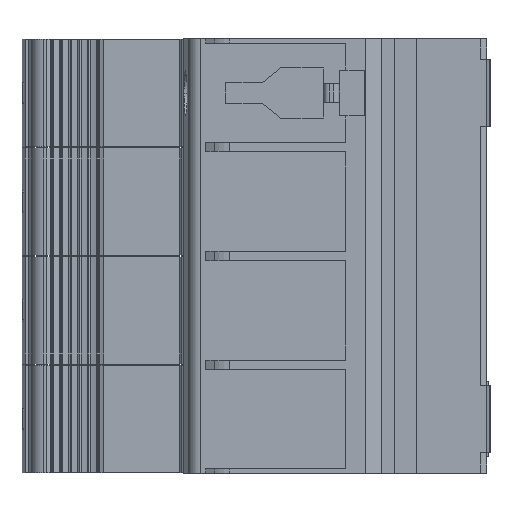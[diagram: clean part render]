
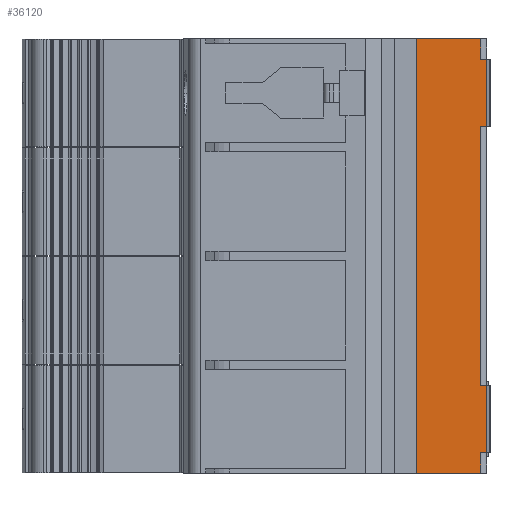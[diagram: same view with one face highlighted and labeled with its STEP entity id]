
A CAD part, front view. The second image highlights one B-rep face of the part: STEP entity #36120.
In plain terms, the highlighted planar face has unit normal (0, -1, 0).
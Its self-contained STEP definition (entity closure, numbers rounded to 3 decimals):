
#34=DIRECTION('',(1.,0.,0.));
#35=VECTOR('',#34,10.5);
#36=CARTESIAN_POINT('',(-4.7,-42.5,-8.9));
#37=LINE('',#36,#35);
#2321=DIRECTION('',(1.,0.,0.));
#2322=VECTOR('',#2321,10.5);
#2323=CARTESIAN_POINT('',(-4.7,-42.5,62.3));
#2324=LINE('',#2323,#2322);
#13367=DIRECTION('',(0.,0.,-1.));
#13368=VECTOR('',#13367,11.);
#13369=CARTESIAN_POINT('',(6.8,-42.5,58.9));
#13370=LINE('',#13369,#13368);
#13371=DIRECTION('',(0.,0.,-1.));
#13372=VECTOR('',#13371,11.);
#13373=CARTESIAN_POINT('',(6.8,-42.5,5.5));
#13374=LINE('',#13373,#13372);
#13375=DIRECTION('',(0.,0.,1.));
#13376=VECTOR('',#13375,71.2);
#13377=CARTESIAN_POINT('',(-4.7,-42.5,-8.9));
#13378=LINE('',#13377,#13376);
#13384=DIRECTION('',(0.,0.,1.));
#13385=VECTOR('',#13384,3.4);
#13386=CARTESIAN_POINT('',(5.8,-42.5,-8.9));
#13387=LINE('',#13386,#13385);
#13393=DIRECTION('',(0.,0.,1.));
#13394=VECTOR('',#13393,3.4);
#13395=CARTESIAN_POINT('',(5.8,-42.5,58.9));
#13396=LINE('',#13395,#13394);
#13407=DIRECTION('',(0.,0.,1.));
#13408=VECTOR('',#13407,42.4);
#13409=CARTESIAN_POINT('',(5.8,-42.5,5.5));
#13410=LINE('',#13409,#13408);
#13411=DIRECTION('',(-1.,0.,0.));
#13412=VECTOR('',#13411,1.);
#13413=CARTESIAN_POINT('',(6.8,-42.5,-5.5));
#13414=LINE('',#13413,#13412);
#13460=DIRECTION('',(-1.,0.,0.));
#13461=VECTOR('',#13460,1.);
#13462=CARTESIAN_POINT('',(6.8,-42.5,47.9));
#13463=LINE('',#13462,#13461);
#13529=DIRECTION('',(-1.,0.,0.));
#13530=VECTOR('',#13529,1.);
#13531=CARTESIAN_POINT('',(6.8,-42.5,58.9));
#13532=LINE('',#13531,#13530);
#13750=DIRECTION('',(-1.,0.,0.));
#13751=VECTOR('',#13750,1.);
#13752=CARTESIAN_POINT('',(6.8,-42.5,5.5));
#13753=LINE('',#13752,#13751);
#13913=CARTESIAN_POINT('',(-4.7,-42.5,-8.9));
#13914=VERTEX_POINT('',#13913);
#13915=CARTESIAN_POINT('',(5.8,-42.5,-8.9));
#13916=VERTEX_POINT('',#13915);
#15331=CARTESIAN_POINT('',(6.8,-42.5,5.5));
#15332=CARTESIAN_POINT('',(6.8,-42.5,-5.5));
#15333=VERTEX_POINT('',#15331);
#15334=VERTEX_POINT('',#15332);
#15339=CARTESIAN_POINT('',(5.8,-42.5,5.5));
#15341=VERTEX_POINT('',#15339);
#15343=CARTESIAN_POINT('',(5.8,-42.5,-5.5));
#15345=VERTEX_POINT('',#15343);
#15395=CARTESIAN_POINT('',(6.8,-42.5,58.9));
#15396=CARTESIAN_POINT('',(6.8,-42.5,47.9));
#15397=VERTEX_POINT('',#15395);
#15398=VERTEX_POINT('',#15396);
#15403=CARTESIAN_POINT('',(5.8,-42.5,58.9));
#15405=VERTEX_POINT('',#15403);
#15407=CARTESIAN_POINT('',(5.8,-42.5,47.9));
#15409=VERTEX_POINT('',#15407);
#17113=CARTESIAN_POINT('',(-4.7,-42.5,62.3));
#17114=VERTEX_POINT('',#17113);
#17115=CARTESIAN_POINT('',(5.8,-42.5,62.3));
#17116=VERTEX_POINT('',#17115);
#36092=CARTESIAN_POINT('',(-4.7,-42.5,-8.9));
#36093=DIRECTION('',(0.,-1.,0.));
#36094=DIRECTION('',(1.,0.,0.));
#36095=AXIS2_PLACEMENT_3D('',#36092,#36093,#36094);
#36096=PLANE('',#36095);
#36098=ORIENTED_EDGE('',*,*,#36097,.F.);
#36100=ORIENTED_EDGE('',*,*,#36099,.F.);
#36102=ORIENTED_EDGE('',*,*,#36101,.T.);
#36104=ORIENTED_EDGE('',*,*,#36103,.T.);
#36106=ORIENTED_EDGE('',*,*,#36105,.F.);
#36108=ORIENTED_EDGE('',*,*,#36107,.F.);
#36110=ORIENTED_EDGE('',*,*,#36109,.T.);
#36112=ORIENTED_EDGE('',*,*,#36111,.T.);
#36114=ORIENTED_EDGE('',*,*,#36113,.F.);
#36115=ORIENTED_EDGE('',*,*,#18172,.F.);
#36116=ORIENTED_EDGE('',*,*,#36086,.T.);
#36117=ORIENTED_EDGE('',*,*,#20763,.T.);
#36118=EDGE_LOOP('',(#36098,#36100,#36102,#36104,#36106,#36108,#36110,#36112,
#36114,#36115,#36116,#36117));
#36119=FACE_OUTER_BOUND('',#36118,.F.);
#36120=ADVANCED_FACE('',(#36119),#36096,.T.);
#18172=EDGE_CURVE('',#13914,#13916,#37,.T.);
#20763=EDGE_CURVE('',#17114,#17116,#2324,.T.);
#36086=EDGE_CURVE('',#13914,#17114,#13378,.T.);
#36097=EDGE_CURVE('',#15405,#17116,#13396,.T.);
#36099=EDGE_CURVE('',#15397,#15405,#13532,.T.);
#36101=EDGE_CURVE('',#15397,#15398,#13370,.T.);
#36103=EDGE_CURVE('',#15398,#15409,#13463,.T.);
#36105=EDGE_CURVE('',#15341,#15409,#13410,.T.);
#36107=EDGE_CURVE('',#15333,#15341,#13753,.T.);
#36109=EDGE_CURVE('',#15333,#15334,#13374,.T.);
#36111=EDGE_CURVE('',#15334,#15345,#13414,.T.);
#36113=EDGE_CURVE('',#13916,#15345,#13387,.T.);
